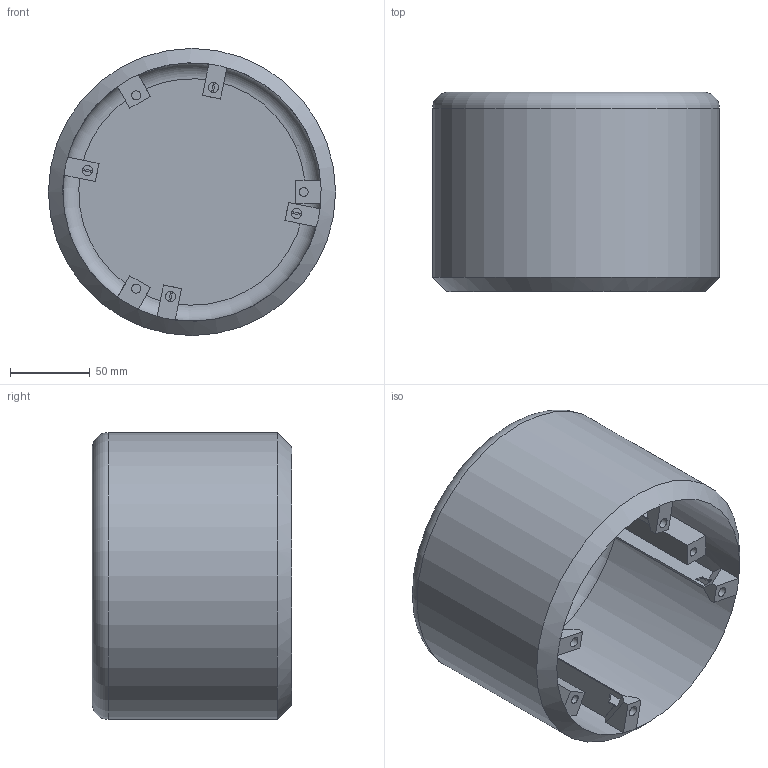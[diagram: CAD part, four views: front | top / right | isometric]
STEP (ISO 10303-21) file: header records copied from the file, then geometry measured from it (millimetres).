
FILE_DESCRIPTION(/* description */ (''),/* implementation_level */ '2;1');
FILE_NAME(/* name */ 'Grondwatermeetnet Provincie Zeeland - Overzetdop tijdelijke meetpunten - Rev 3.step',/* time_stamp */ '2024-03-11T13:29:31+01:00',/* author */ (''),/* organization */ (''),/* preprocessor_version */ 'ST-DEVELOPER v20',/* originating_system */ 'Autodesk Translation Framework v12.20.1.177',/* authorisation */ '');
FILE_SCHEMA (('AUTOMOTIVE_DESIGN { 1 0 10303 214 3 1 1 }'));
Length unit declared in the file: millimetre
Products named in the file (1): Grondwatermeetnet Provincie Zeeland - Overzetdop tijdelijke meetpunte
n
Bounding box: 180 x 125 x 180 mm (x, y, z)
Volume: 864874.4 mm3; surface area: 201017.4 mm2
Topology: 1 solids, 1 shells, 106 faces, 314 edges, 193 vertices
Faces by surface type: plane 49, cone 21, cylinder 16, torus 12, bspline 8
Full cylindrical faces by diameter (mm): 5.6 x3, 6.4 x4, 180 x1
Entity records: 4361 total; most frequent: CARTESIAN_POINT 1720, ORIENTED_EDGE 628, DIRECTION 455, EDGE_CURVE 314, VERTEX_POINT 193, AXIS2_PLACEMENT_3D 164, LINE 127, VECTOR 127
